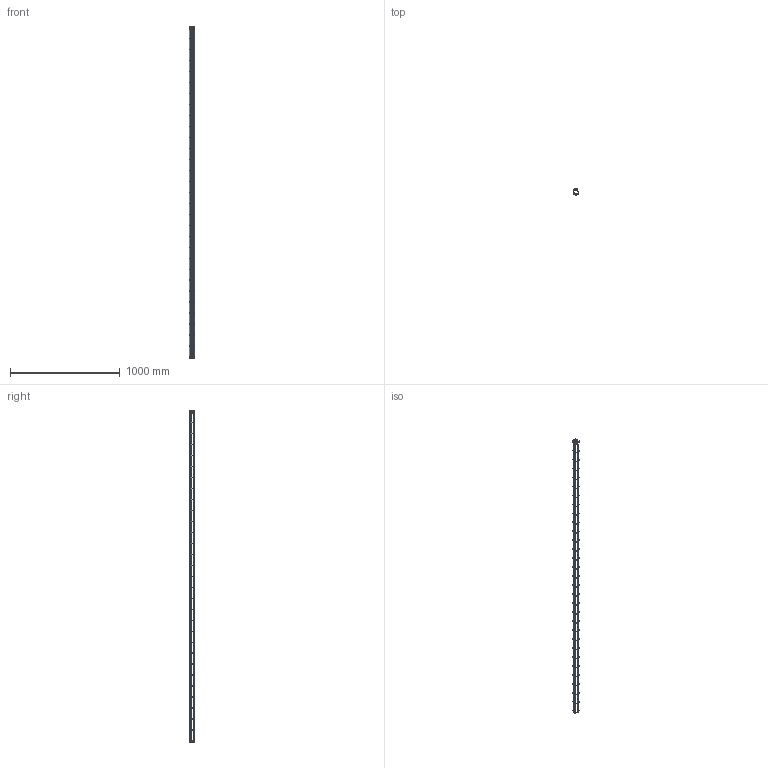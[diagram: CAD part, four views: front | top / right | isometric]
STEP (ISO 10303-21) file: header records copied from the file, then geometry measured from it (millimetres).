
FILE_DESCRIPTION((''),'2;1');
FILE_NAME('6005520_ASM','2012-10-09T',('AndreasKeweloh'),(''),'PRO/ENGINEER BY PARAMETRIC TECHNOLOGY CORPORATION, 2012230','PRO/ENGINEER BY PARAMETRIC TECHNOLOGY CORPORATION, 2012230','');
FILE_SCHEMA(('CONFIG_CONTROL_DESIGN'));
Length unit declared in the file: millimetre
Products named in the file (4): GGRM_D38_U50X50; GGRM_D38XL3024; GGRM_D38_U50X50_MUFFE; 6005520_ASM
Assembly tree (38 placements, depth 2):
  6005520_ASM
    GGRM_D38_U50X50  x30
    GGRM_D38XL3024  x6
    GGRM_D38_U50X50_MUFFE  x2
Bounding box: 53 x 54.5 x 3024.29 mm (x, y, z)
Volume: 257294.5 mm3; surface area: 271742 mm2
Topology: 38 solids, 38 shells, 620 faces, 1164 edges, 620 vertices
Faces by surface type: cylinder 316, torus 228, plane 76
Entity records: 1662 total; most frequent: DIRECTION 338, CARTESIAN_POINT 280, ORIENTED_EDGE 188, AXIS2_PLACEMENT_3D 156, EDGE_CURVE 94, CIRCLE 64, VERTEX_POINT 50, EDGE_LOOP 50
